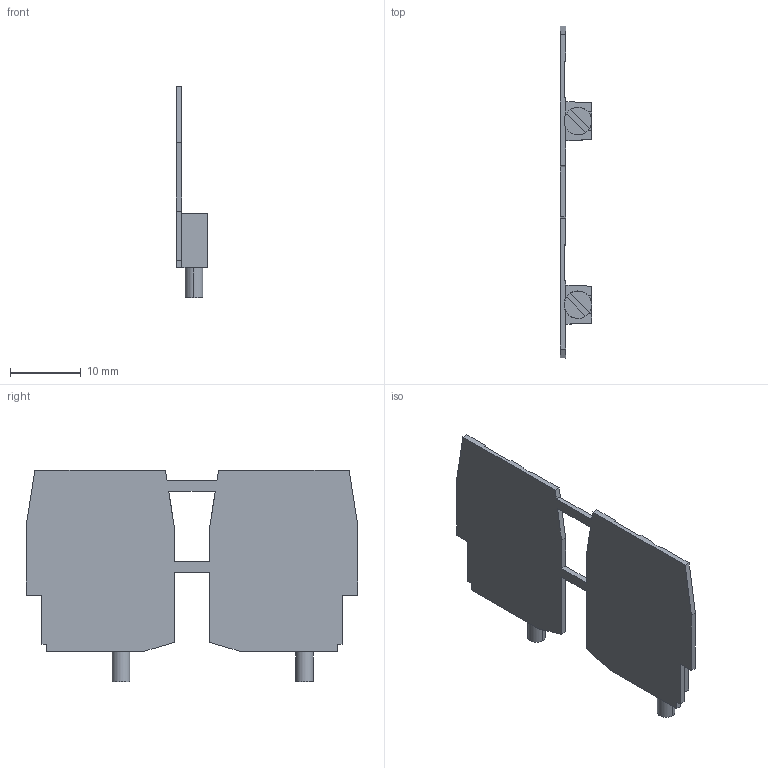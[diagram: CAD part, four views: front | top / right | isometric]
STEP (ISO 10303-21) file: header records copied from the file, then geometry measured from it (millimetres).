
FILE_DESCRIPTION(('Creo Elements/Direct Modeling STEP Export'),'2;1');
FILE_NAME('model.stp','2018-01-19T 7:12:37',(''),(''),'Creo Elements/Direct Modeling STEP processor for AP214 (Solid Model)','Creo Elements/Direct Modeling 18.1I 14-Aug-2016 (C) Parametric Technology GmbH','');
FILE_SCHEMA(('AUTOMOTIVE_DESIGN { 1 0 10303 214 1 1 1 1 }'));
Length unit declared in the file: millimetre
Products named in the file (2): DF_UP_6-select
Assembly tree (1 placements, depth 2):
  DF_UP_6-select
    DF_UP_6-select
Bounding box: 4.45 x 47 x 29.9 mm (x, y, z)
Volume: 979.8 mm3; surface area: 2584.4 mm2
Topology: 1 solids, 1 shells, 79 faces, 225 edges, 149 vertices
Faces by surface type: plane 71, cylinder 8
Entity records: 3151 total; most frequent: ORIENTED_EDGE 450, CARTESIAN_POINT 439, DIRECTION 390, EDGE_CURVE 225, VECTOR 190, LINE 190, VERTEX_POINT 149, AXIS2_PLACEMENT_3D 100
